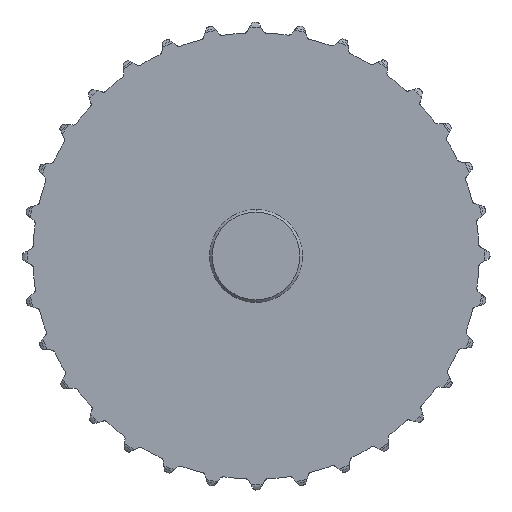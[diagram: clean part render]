
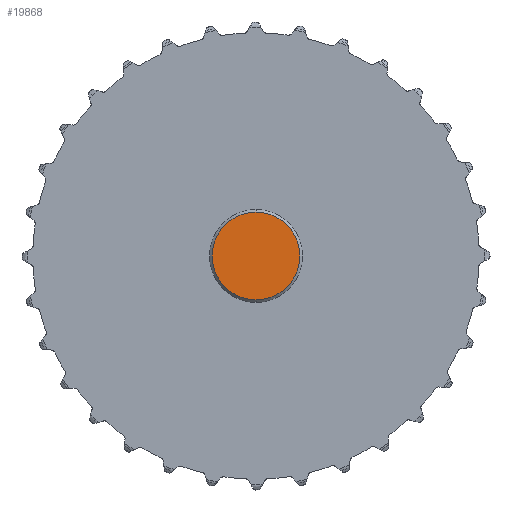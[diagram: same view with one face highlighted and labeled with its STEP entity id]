
A CAD part, left-side view. The second image highlights one B-rep face of the part: STEP entity #19868.
In plain terms, the highlighted planar face has unit normal (-1, 0, 0).
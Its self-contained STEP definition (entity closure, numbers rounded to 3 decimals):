
#8195=CARTESIAN_POINT('',(-29.,0.,0.));
#8196=DIRECTION('',(-1.,0.,0.));
#8197=DIRECTION('',(0.,0.,-1.));
#8198=AXIS2_PLACEMENT_3D('',#8195,#8196,#8197);
#8200=CARTESIAN_POINT('',(-29.,0.,0.));
#8201=DIRECTION('',(1.,0.,0.));
#8202=DIRECTION('',(0.,0.,-1.));
#8203=AXIS2_PLACEMENT_3D('',#8200,#8201,#8202);
#12060=CARTESIAN_POINT('',(-29.,0.,-33.));
#12062=VERTEX_POINT('',#12060);
#12076=CARTESIAN_POINT('',(-29.,0.,33.));
#12078=VERTEX_POINT('',#12076);
#19859=CARTESIAN_POINT('',(-29.,0.,0.));
#19860=DIRECTION('',(1.,0.,0.));
#19861=DIRECTION('',(0.,0.,1.));
#19862=AXIS2_PLACEMENT_3D('',#19859,#19860,#19861);
#19863=PLANE('',#19862);
#19864=ORIENTED_EDGE('',*,*,#19838,.F.);
#19865=ORIENTED_EDGE('',*,*,#19854,.T.);
#19866=EDGE_LOOP('',(#19864,#19865));
#19867=FACE_OUTER_BOUND('',#19866,.F.);
#19868=ADVANCED_FACE('',(#19867),#19863,.F.);
#8199=CIRCLE('',#8198,33.);
#8204=CIRCLE('',#8203,33.);
#19838=EDGE_CURVE('',#12062,#12078,#8199,.T.);
#19854=EDGE_CURVE('',#12062,#12078,#8204,.T.);
